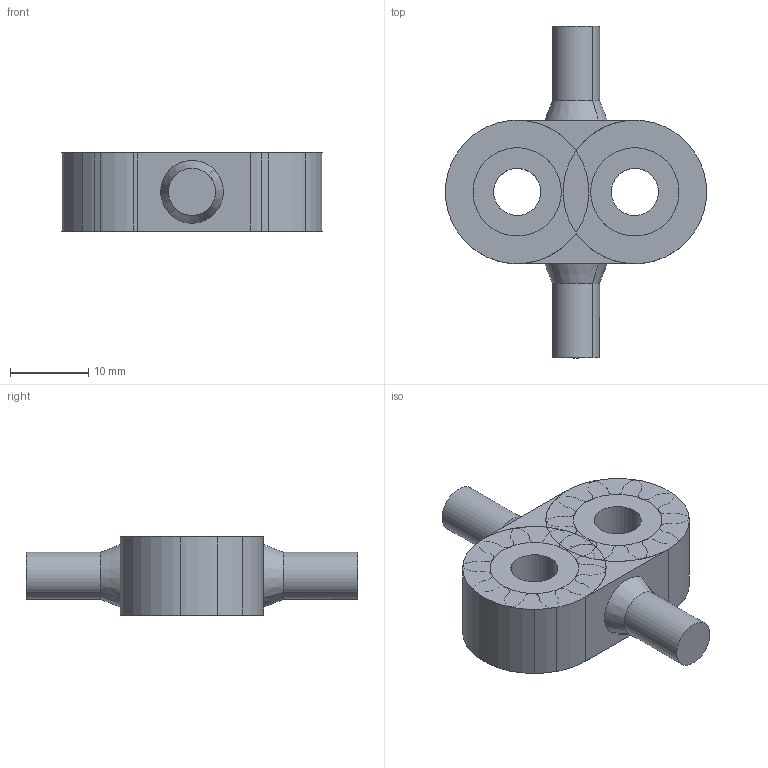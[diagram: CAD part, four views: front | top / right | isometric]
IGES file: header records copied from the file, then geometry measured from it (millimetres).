
Start section: 3D InterOp IGES (v. 2018 1.0.0), Spatial Corp. Copyright (c) 1999-2017.
Global section: file name: Gear-Pump-3D-CAD-Model-IGS-File-FetchCFD.igs; native system: Spatial Corp.; preprocessor: 3D InterOp ACIS/IGES; author: Noname; organization: Noname; date: 20201230.123012; units: millimetre
Bounding box: 33.23 x 42.3 x 10.05 mm (x, y, z)
Volume: 6947 mm3; surface area: 6615.2 mm2
Topology: 7 solids, 7 shells, 210 faces, 582 edges, 388 vertices
Faces by surface type: bspline 80, cylinder 68, plane 58, cone 4
